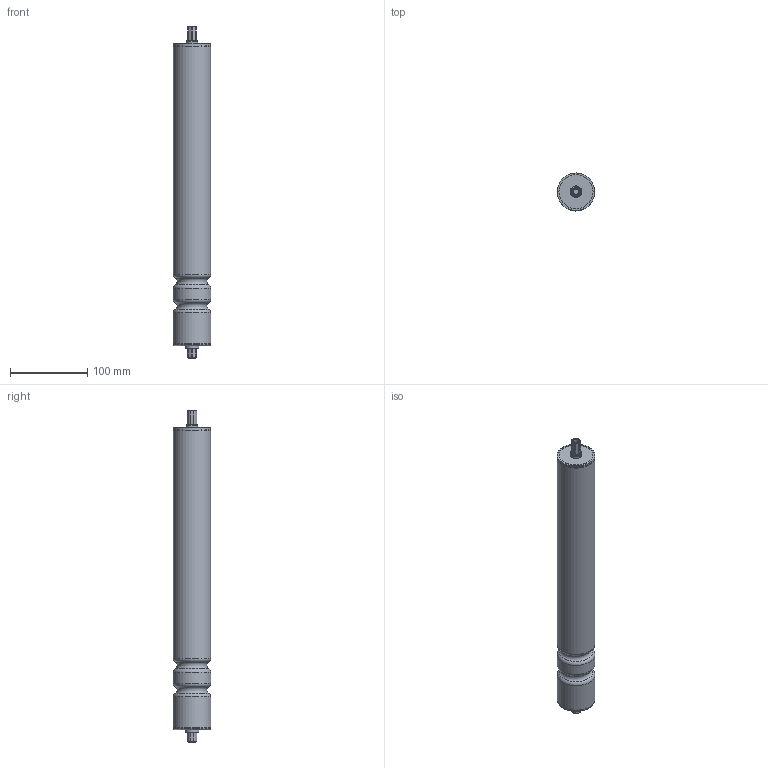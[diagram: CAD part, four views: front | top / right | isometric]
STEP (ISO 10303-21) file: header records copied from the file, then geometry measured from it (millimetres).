
FILE_DESCRIPTION(/* description */ (''),/* implementation_level */ '2;1');
FILE_NAME(/* name */ 'PR-AD-48-385-xxZxGQ v1.step',/* time_stamp */ '2023-05-05T11:17:25-04:00',/* author */ (''),/* organization */ (''),/* preprocessor_version */ 'ST-DEVELOPER v19.2',/* originating_system */ 'Autodesk Translation Framework v12.4.0.73',/* authorisation */ '');
FILE_SCHEMA (('AUTOMOTIVE_DESIGN { 1 0 10303 214 3 1 1 }'));
Length unit declared in the file: millimetre
Products named in the file (3): PR-AD-48-385-xxZxGQ; Component1; Component11
Assembly tree (2 placements, depth 2):
  PR-AD-48-385-xxZxGQ
    Component1
    Component11
Bounding box: 48.6 x 48.6 x 429.3 mm (x, y, z)
Volume: 721279.7 mm3; surface area: 69399.2 mm2
Topology: 2 solids, 2 shells, 57 faces, 130 edges, 82 vertices
Faces by surface type: cylinder 21, plane 21, torus 8, cone 7
Full cylindrical faces by diameter (mm): 7 x1, 15 x1, 18 x1, 48 x2, 48.576 x1, 48.6 x3
Entity records: 1687 total; most frequent: DIRECTION 304, CARTESIAN_POINT 302, ORIENTED_EDGE 260, EDGE_CURVE 130, AXIS2_PLACEMENT_3D 126, VERTEX_POINT 82, CIRCLE 64, EDGE_LOOP 62
